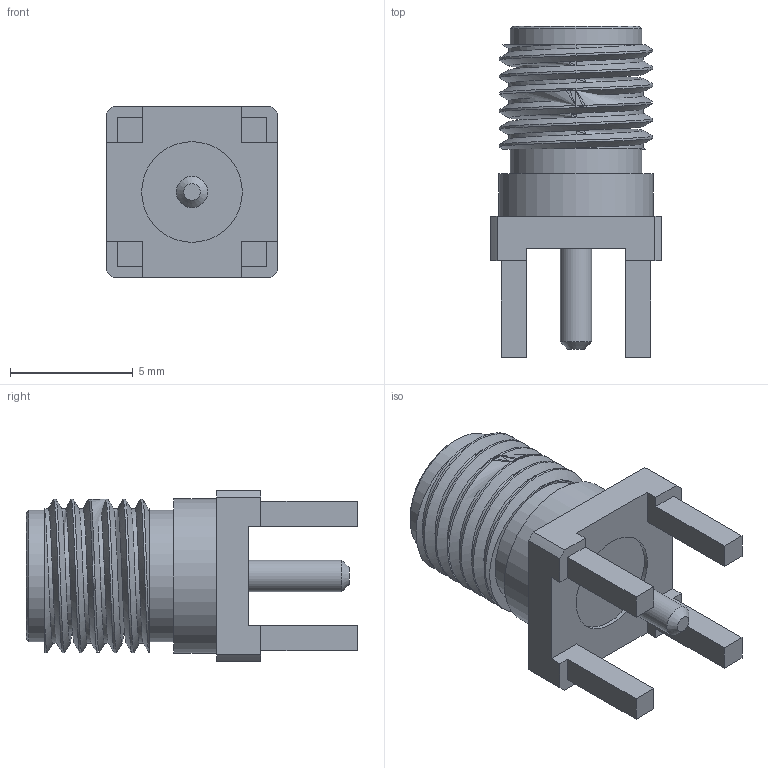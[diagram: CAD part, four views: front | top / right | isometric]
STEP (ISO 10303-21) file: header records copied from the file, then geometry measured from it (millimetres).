
FILE_DESCRIPTION(/* description */ (''),/* implementation_level */ '2;1');
FILE_NAME(/* name */ 'SMA-J-P-H-ST-TH1 v2.step',/* time_stamp */ '2018-06-30T20:41:58-06:00',/* author */ ('mima3079'),/* organization */ (''),/* preprocessor_version */ 'ST-DEVELOPER v17',/* originating_system */ 'Autodesk Translation Framework v7.1.0.215',/* authorisation */ '');
FILE_SCHEMA (('AUTOMOTIVE_DESIGN { 1 0 10303 214 3 1 1 }'));
Length unit declared in the file: millimetre
Products named in the file (1): SMA-J-P-H-ST-TH1
Bounding box: 7 x 13.5 x 7 mm (x, y, z)
Volume: 288.8 mm3; surface area: 500 mm2
Topology: 1 solids, 1 shells, 79 faces, 206 edges, 140 vertices
Faces by surface type: plane 41, cylinder 34, bspline 2, cone 2
Full cylindrical faces by diameter (mm): 1.27 x2, 4.1 x2, 4.63 x1, 5.35 x2, 5.489 x8, 6.259 x6, 6.3 x1
Entity records: 3486 total; most frequent: CARTESIAN_POINT 1492, ORIENTED_EDGE 412, DIRECTION 386, EDGE_CURVE 206, VERTEX_POINT 140, AXIS2_PLACEMENT_3D 134, LINE 118, VECTOR 118
